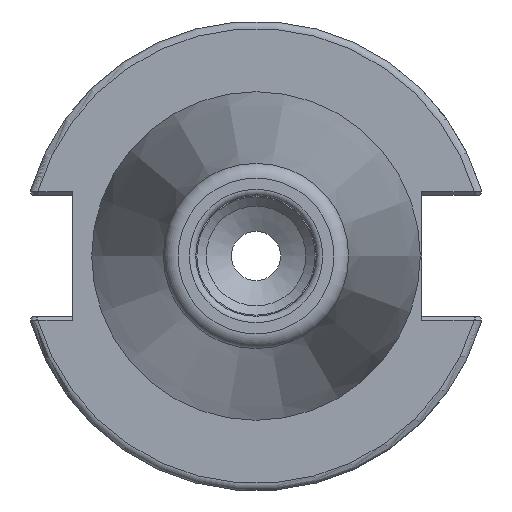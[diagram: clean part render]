
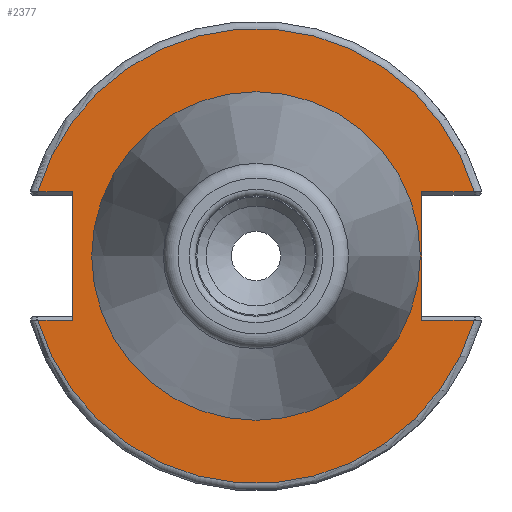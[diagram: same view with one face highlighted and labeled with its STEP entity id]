
A CAD part, left-side view. The second image highlights one B-rep face of the part: STEP entity #2377.
In plain terms, the highlighted planar face has unit normal (-1, 0, 0).
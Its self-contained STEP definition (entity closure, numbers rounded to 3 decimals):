
#94=FACE_BOUND('',#379,.T.);
#109=PLANE('',#2590);
#242=FACE_OUTER_BOUND('',#378,.T.);
#378=EDGE_LOOP('',(#1726,#1727,#1728,#1729,#1730,#1731,#1732,#1733));
#379=EDGE_LOOP('',(#1734,#1735));
#506=LINE('',#3748,#637);
#508=LINE('',#3816,#639);
#509=LINE('',#3818,#640);
#510=LINE('',#3822,#641);
#511=LINE('',#3824,#642);
#512=LINE('',#3825,#643);
#637=VECTOR('',#2966,10.);
#639=VECTOR('',#2984,10.);
#640=VECTOR('',#2985,10.);
#641=VECTOR('',#2988,10.);
#642=VECTOR('',#2989,10.);
#643=VECTOR('',#2990,10.);
#816=CIRCLE('',#2589,30.775);
#817=CIRCLE('',#2591,30.775);
#818=CIRCLE('',#2592,22.225);
#819=CIRCLE('',#2593,22.225);
#984=VERTEX_POINT('',#3741);
#987=VERTEX_POINT('',#3746);
#993=VERTEX_POINT('',#3794);
#995=VERTEX_POINT('',#3815);
#996=VERTEX_POINT('',#3817);
#997=VERTEX_POINT('',#3819);
#998=VERTEX_POINT('',#3821);
#999=VERTEX_POINT('',#3823);
#1000=VERTEX_POINT('',#3826);
#1001=VERTEX_POINT('',#3827);
#1264=EDGE_CURVE('',#987,#984,#506,.T.);
#1274=EDGE_CURVE('',#984,#993,#816,.T.);
#1277=EDGE_CURVE('',#987,#995,#508,.T.);
#1278=EDGE_CURVE('',#996,#995,#509,.T.);
#1279=EDGE_CURVE('',#997,#996,#817,.T.);
#1280=EDGE_CURVE('',#998,#997,#510,.T.);
#1281=EDGE_CURVE('',#998,#999,#511,.T.);
#1282=EDGE_CURVE('',#993,#999,#512,.T.);
#1283=EDGE_CURVE('',#1000,#1001,#818,.T.);
#1284=EDGE_CURVE('',#1001,#1000,#819,.T.);
#1726=ORIENTED_EDGE('',*,*,#1264,.F.);
#1727=ORIENTED_EDGE('',*,*,#1277,.T.);
#1728=ORIENTED_EDGE('',*,*,#1278,.F.);
#1729=ORIENTED_EDGE('',*,*,#1279,.F.);
#1730=ORIENTED_EDGE('',*,*,#1280,.F.);
#1731=ORIENTED_EDGE('',*,*,#1281,.T.);
#1732=ORIENTED_EDGE('',*,*,#1282,.F.);
#1733=ORIENTED_EDGE('',*,*,#1274,.F.);
#1734=ORIENTED_EDGE('',*,*,#1283,.T.);
#1735=ORIENTED_EDGE('',*,*,#1284,.T.);
#2377=ADVANCED_FACE('',(#242,#94),#109,.T.);
#2589=AXIS2_PLACEMENT_3D('',#3795,#2980,#2981);
#2590=AXIS2_PLACEMENT_3D('',#3814,#2982,#2983);
#2591=AXIS2_PLACEMENT_3D('',#3820,#2986,#2987);
#2592=AXIS2_PLACEMENT_3D('',#3828,#2991,#2992);
#2593=AXIS2_PLACEMENT_3D('',#3829,#2993,#2994);
#2966=DIRECTION('',(0.,-1.,0.));
#2980=DIRECTION('center_axis',(1.,0.,0.));
#2981=DIRECTION('ref_axis',(0.,0.,-1.));
#2982=DIRECTION('center_axis',(-1.,0.,0.));
#2983=DIRECTION('ref_axis',(0.,0.,1.));
#2984=DIRECTION('',(0.,0.,1.));
#2985=DIRECTION('',(0.,1.,0.));
#2986=DIRECTION('center_axis',(1.,0.,0.));
#2987=DIRECTION('ref_axis',(0.,0.,-1.));
#2988=DIRECTION('',(0.,1.,0.));
#2989=DIRECTION('',(0.,0.,-1.));
#2990=DIRECTION('',(0.,-1.,0.));
#2991=DIRECTION('center_axis',(1.,0.,0.));
#2992=DIRECTION('ref_axis',(0.,0.,-1.));
#2993=DIRECTION('center_axis',(1.,0.,0.));
#2994=DIRECTION('ref_axis',(0.,0.,-1.));
#3741=CARTESIAN_POINT('',(3.175,-29.523,-8.69));
#3746=CARTESIAN_POINT('',(3.175,-22.41,-8.69));
#3748=CARTESIAN_POINT('',(3.175,-4.878,-8.69));
#3794=CARTESIAN_POINT('',(3.175,29.523,-8.69));
#3795=CARTESIAN_POINT('Origin',(3.175,0.,
0.));
#3814=CARTESIAN_POINT('Origin',(3.175,30.775,0.));
#3815=CARTESIAN_POINT('',(3.175,-22.41,8.69));
#3816=CARTESIAN_POINT('',(3.175,-22.41,-4.095));
#3817=CARTESIAN_POINT('',(3.175,-29.523,8.69));
#3818=CARTESIAN_POINT('',(3.175,4.182,8.69));
#3819=CARTESIAN_POINT('',(3.175,29.523,8.69));
#3820=CARTESIAN_POINT('Origin',(3.175,0.,
0.));
#3821=CARTESIAN_POINT('',(3.175,24.8,8.69));
#3822=CARTESIAN_POINT('',(3.175,32.958,8.69));
#3823=CARTESIAN_POINT('',(3.175,24.8,-8.69));
#3824=CARTESIAN_POINT('',(3.175,24.8,4.095));
#3825=CARTESIAN_POINT('',(3.175,27.788,-8.69));
#3826=CARTESIAN_POINT('',(3.175,22.225,0.));
#3827=CARTESIAN_POINT('',(3.175,-22.225,0.));
#3828=CARTESIAN_POINT('Origin',(3.175,0.,
0.));
#3829=CARTESIAN_POINT('Origin',(3.175,0.,
0.));
